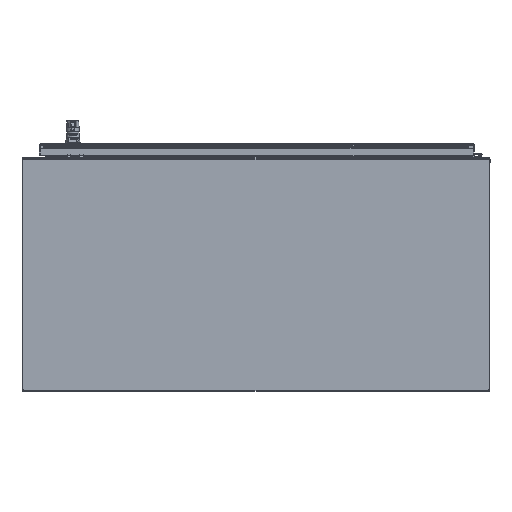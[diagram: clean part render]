
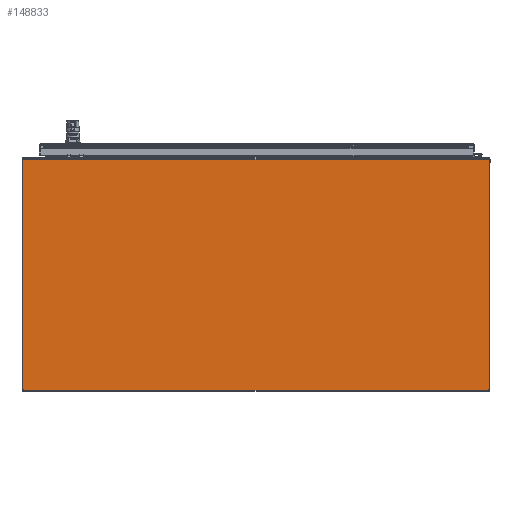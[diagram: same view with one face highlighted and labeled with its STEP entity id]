
A CAD part, front view. The second image highlights one B-rep face of the part: STEP entity #148833.
In plain terms, the highlighted planar face has unit normal (0, -1, 0).
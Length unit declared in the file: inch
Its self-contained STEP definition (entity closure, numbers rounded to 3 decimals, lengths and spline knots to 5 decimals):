
#7634 = LINE ( 'NONE', #101621, #38493 ) ;
#8016 = VERTEX_POINT ( 'NONE', #81692 ) ;
#24137 = DIRECTION ( 'NONE',  ( 0., 1., 0. ) ) ;
#31693 = VECTOR ( 'NONE', #124384, 39.37008 ) ;
#36975 = EDGE_CURVE ( 'NONE', #42919, #76096, #7634, .T. ) ;
#37107 = DIRECTION ( 'NONE',  ( 1., 0., 0. ) ) ;
#38493 = VECTOR ( 'NONE', #80270, 39.37008 ) ;
#42919 = VERTEX_POINT ( 'NONE', #72253 ) ;
#46627 = ORIENTED_EDGE ( 'NONE', *, *, #142649, .F. ) ;
#47304 = DIRECTION ( 'NONE',  ( 0., 0., -1. ) ) ;
#48903 = LINE ( 'NONE', #97157, #152254 ) ;
#49331 = CARTESIAN_POINT ( 'NONE',  ( -0.60942, -23.71572, -0.4005 ) ) ;
#56763 = EDGE_CURVE ( 'NONE', #94248, #42919, #114886, .T. ) ;
#60709 = LINE ( 'NONE', #109590, #98312 ) ;
#62796 = FACE_OUTER_BOUND ( 'NONE', #87743, .T. ) ;
#65509 = ORIENTED_EDGE ( 'NONE', *, *, #154228, .F. ) ;
#72253 = CARTESIAN_POINT ( 'NONE',  ( -18.53542, -23.71572, -9.3265 ) ) ;
#76096 = VERTEX_POINT ( 'NONE', #105592 ) ;
#80270 = DIRECTION ( 'NONE',  ( 0., 0., 1. ) ) ;
#81692 = CARTESIAN_POINT ( 'NONE',  ( 17.31658, -23.71572, 8.463 ) ) ;
#84347 = ORIENTED_EDGE ( 'NONE', *, *, #56763, .F. ) ;
#87743 = EDGE_LOOP ( 'NONE', ( #115094, #84347, #65509, #46627 ) ) ;
#87847 = CARTESIAN_POINT ( 'NONE',  ( 17.31658, -23.71572, -9.3265 ) ) ;
#94248 = VERTEX_POINT ( 'NONE', #87847 ) ;
#97157 = CARTESIAN_POINT ( 'NONE',  ( -0.60942, -23.71572, 8.463 ) ) ;
#97576 = DIRECTION ( 'NONE',  ( 1., 0., 0. ) ) ;
#98312 = VECTOR ( 'NONE', #47304, 39.37008 ) ;
#101621 = CARTESIAN_POINT ( 'NONE',  ( -18.53542, -23.71572, 8.5255 ) ) ;
#105592 = CARTESIAN_POINT ( 'NONE',  ( -18.53542, -23.71572, 8.463 ) ) ;
#109590 = CARTESIAN_POINT ( 'NONE',  ( 17.31658, -23.71572, -9.3265 ) ) ;
#114886 = LINE ( 'NONE', #148876, #31693 ) ;
#115094 = ORIENTED_EDGE ( 'NONE', *, *, #36975, .F. ) ;
#124384 = DIRECTION ( 'NONE',  ( -1., 0., 0. ) ) ;
#133730 = PLANE ( 'NONE',  #154146 ) ;
#142649 = EDGE_CURVE ( 'NONE', #76096, #8016, #48903, .T. ) ;
#148833 = ADVANCED_FACE ( 'NONE', ( #62796 ), #133730, .F. ) ;
#148876 = CARTESIAN_POINT ( 'NONE',  ( -18.53542, -23.71572, -9.3265 ) ) ;
#152254 = VECTOR ( 'NONE', #37107, 39.37008 ) ;
#154146 = AXIS2_PLACEMENT_3D ( 'NONE', #49331, #24137, #97576 ) ;
#154228 = EDGE_CURVE ( 'NONE', #8016, #94248, #60709, .T. ) ;
